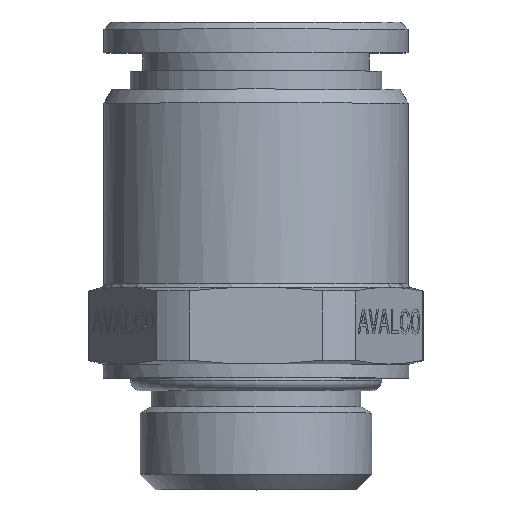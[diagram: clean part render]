
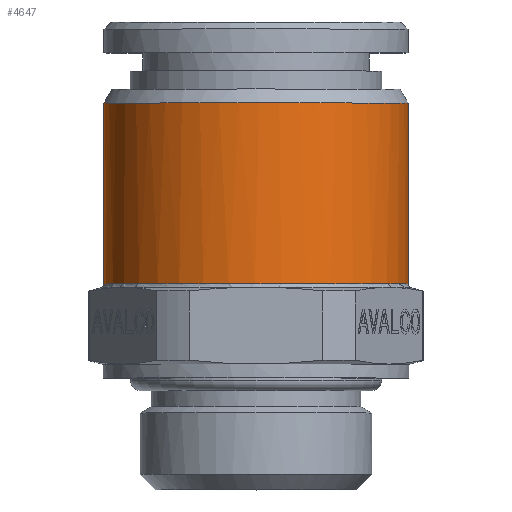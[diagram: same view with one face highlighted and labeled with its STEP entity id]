
A CAD part, top view. The second image highlights one B-rep face of the part: STEP entity #4647.
In plain terms, the highlighted cylindrical face has radius 10.9 mm (diameter 21.8 mm), a partial arc.
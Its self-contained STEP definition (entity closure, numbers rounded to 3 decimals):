
#4275=CARTESIAN_POINT('Vertex',(-10.9,14.757,0.)) ;
#4306=CARTESIAN_POINT('Vertex',(10.9,14.757,0.)) ;
#4338=CARTESIAN_POINT('Axis2P3D Location',(0.,14.757,0.)) ;
#4342=CARTESIAN_POINT('Vertex',(10.899,14.757,0.153)) ;
#4362=CARTESIAN_POINT('Axis2P3D Location',(0.,14.757,0.)) ;
#4595=CARTESIAN_POINT('Vertex',(-10.9,27.7,0.)) ;
#4597=CARTESIAN_POINT('Vertex',(10.9,27.7,0.)) ;
#4600=CARTESIAN_POINT('Line Origine',(10.9,13.79,0.)) ;
#4605=CARTESIAN_POINT('Line Origine',(-10.9,13.79,0.)) ;
#4618=CARTESIAN_POINT('Axis2P3D Location',(0.,13.79,0.)) ;
#4624=CARTESIAN_POINT('Control Point',(-10.9,27.7,0.)) ;
#4625=CARTESIAN_POINT('Control Point',(-10.9,27.7,1.712)) ;
#4626=CARTESIAN_POINT('Control Point',(-10.564,27.7,3.424)) ;
#4627=CARTESIAN_POINT('Control Point',(-9.891,27.7,5.048)) ;
#4628=CARTESIAN_POINT('Control Point',(-7.945,27.7,7.945)) ;
#4629=CARTESIAN_POINT('Control Point',(-5.048,27.7,9.891)) ;
#4630=CARTESIAN_POINT('Control Point',(-3.424,27.7,10.564)) ;
#4631=CARTESIAN_POINT('Control Point',(0.,27.7,11.236)) ;
#4632=CARTESIAN_POINT('Control Point',(3.424,27.7,10.564)) ;
#4633=CARTESIAN_POINT('Control Point',(5.048,27.7,9.891)) ;
#4634=CARTESIAN_POINT('Control Point',(7.945,27.7,7.945)) ;
#4635=CARTESIAN_POINT('Control Point',(9.891,27.7,5.048)) ;
#4636=CARTESIAN_POINT('Control Point',(10.564,27.7,3.424)) ;
#4637=CARTESIAN_POINT('Control Point',(10.9,27.7,1.712)) ;
#4638=CARTESIAN_POINT('Control Point',(10.9,27.7,0.)) ;
#4339=DIRECTION('Axis2P3D Direction',(0.,1.,0.)) ;
#4363=DIRECTION('Axis2P3D Direction',(0.,1.,0.)) ;
#4601=DIRECTION('Vector Direction',(0.,1.,0.)) ;
#4606=DIRECTION('Vector Direction',(0.,1.,0.)) ;
#4619=DIRECTION('Axis2P3D Direction',(-0.,1.,0.)) ;
#4620=DIRECTION('Axis2P3D XDirection',(-1.,0.,0.)) ;
#4340=AXIS2_PLACEMENT_3D('Circle Axis2P3D',#4338,#4339,$) ;
#4364=AXIS2_PLACEMENT_3D('Circle Axis2P3D',#4362,#4363,$) ;
#4621=AXIS2_PLACEMENT_3D('Cylinder Axis2P3D',#4618,#4619,#4620) ;
#4641=ORIENTED_EDGE('',*,*,#4366,.T.) ;
#4642=ORIENTED_EDGE('',*,*,#4344,.T.) ;
#4643=ORIENTED_EDGE('',*,*,#4604,.F.) ;
#4644=ORIENTED_EDGE('',*,*,#4639,.F.) ;
#4645=ORIENTED_EDGE('',*,*,#4609,.T.) ;
#4602=VECTOR('Line Direction',#4601,1.) ;
#4607=VECTOR('Line Direction',#4606,1.) ;
#4647=ADVANCED_FACE('PN511B-14G38',(#4646),#4622,.T.) ;
#4623=B_SPLINE_CURVE_WITH_KNOTS('',5,(#4624,#4625,#4626,#4627,#4628,#4629,#4630,#4631,#4632,#4633,#4634,#4635,#4636,#4637,#4638),.UNSPECIFIED.,.F.,.U.,(6,3,3,3,6),(-17.122,-8.561,0.,8.561,17.122),.UNSPECIFIED.) ;
#4341=CIRCLE('generated circle',#4340,10.9) ;
#4365=CIRCLE('generated circle',#4364,10.9) ;
#4622=CYLINDRICAL_SURFACE('generated cylinder',#4621,10.9) ;
#4344=EDGE_CURVE('',#4343,#4307,#4341,.T.) ;
#4366=EDGE_CURVE('',#4276,#4343,#4365,.T.) ;
#4604=EDGE_CURVE('',#4598,#4307,#4603,.F.) ;
#4609=EDGE_CURVE('',#4596,#4276,#4608,.F.) ;
#4639=EDGE_CURVE('',#4596,#4598,#4623,.T.) ;
#4640=EDGE_LOOP('',(#4641,#4642,#4643,#4644,#4645)) ;
#4646=FACE_OUTER_BOUND('',#4640,.T.) ;
#4603=LINE('Line',#4600,#4602) ;
#4608=LINE('Line',#4605,#4607) ;
#4276=VERTEX_POINT('',#4275) ;
#4307=VERTEX_POINT('',#4306) ;
#4343=VERTEX_POINT('',#4342) ;
#4596=VERTEX_POINT('',#4595) ;
#4598=VERTEX_POINT('',#4597) ;
